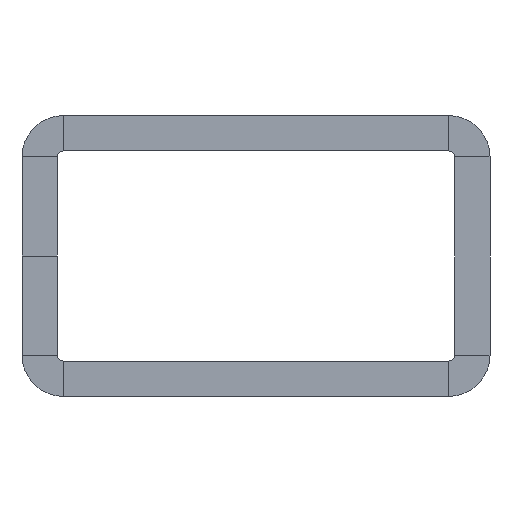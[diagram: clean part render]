
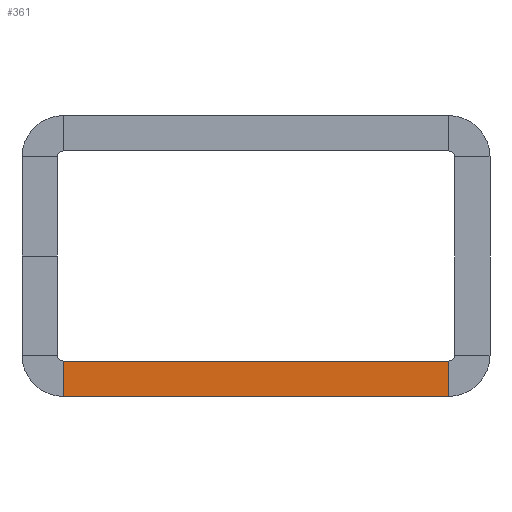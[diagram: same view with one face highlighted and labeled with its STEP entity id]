
A CAD part, front view. The second image highlights one B-rep face of the part: STEP entity #361.
In plain terms, the highlighted planar face has unit normal (0, -1, 0).
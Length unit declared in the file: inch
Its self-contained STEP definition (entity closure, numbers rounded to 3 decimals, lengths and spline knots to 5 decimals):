
#16 = VECTOR ( 'NONE', #1385, 39.37008 ) ;
#65 = LINE ( 'NONE', #117, #661 ) ;
#117 = CARTESIAN_POINT ( 'NONE',  ( -1.02953, 0., -0.56102 ) ) ;
#247 = VECTOR ( 'NONE', #1422, 39.37008 ) ;
#294 = PLANE ( 'NONE',  #399 ) ;
#310 = EDGE_CURVE ( 'NONE', #794, #662, #656, .T. ) ;
#339 = ORIENTED_EDGE ( 'NONE', *, *, #724, .T. ) ;
#361 = ADVANCED_FACE ( 'NONE', ( #1977 ), #294, .F. ) ;
#399 = AXIS2_PLACEMENT_3D ( 'NONE', #1397, #2111, #1622 ) ;
#466 = ORIENTED_EDGE ( 'NONE', *, *, #1253, .T. ) ;
#656 = LINE ( 'NONE', #977, #16 ) ;
#661 = VECTOR ( 'NONE', #2266, 39.37008 ) ;
#662 = VERTEX_POINT ( 'NONE', #1526 ) ;
#671 = DIRECTION ( 'NONE',  ( 0., 0., 1. ) ) ;
#678 = ORIENTED_EDGE ( 'NONE', *, *, #310, .F. ) ;
#724 = EDGE_CURVE ( 'NONE', #794, #1055, #1938, .T. ) ;
#794 = VERTEX_POINT ( 'NONE', #2136 ) ;
#884 = CARTESIAN_POINT ( 'NONE',  ( -1.02953, 0., -0.75 ) ) ;
#913 = CARTESIAN_POINT ( 'NONE',  ( 1.02953, 0., -0.75 ) ) ;
#977 = CARTESIAN_POINT ( 'NONE',  ( -1.02953, 0., -0.56102 ) ) ;
#1055 = VERTEX_POINT ( 'NONE', #913 ) ;
#1253 = EDGE_CURVE ( 'NONE', #1055, #1589, #1570, .T. ) ;
#1259 = ORIENTED_EDGE ( 'NONE', *, *, #2054, .F. ) ;
#1358 = VECTOR ( 'NONE', #671, 39.37008 ) ;
#1385 = DIRECTION ( 'NONE',  ( 0., 0., 1. ) ) ;
#1397 = CARTESIAN_POINT ( 'NONE',  ( -1.02953, 0., -0.56102 ) ) ;
#1422 = DIRECTION ( 'NONE',  ( 1., 0., 0. ) ) ;
#1526 = CARTESIAN_POINT ( 'NONE',  ( -1.02953, 0., -0.56102 ) ) ;
#1570 = LINE ( 'NONE', #2296, #1358 ) ;
#1589 = VERTEX_POINT ( 'NONE', #1894 ) ;
#1622 = DIRECTION ( 'NONE',  ( 0., 0., 1. ) ) ;
#1894 = CARTESIAN_POINT ( 'NONE',  ( 1.02953, 0., -0.56102 ) ) ;
#1938 = LINE ( 'NONE', #884, #247 ) ;
#1977 = FACE_OUTER_BOUND ( 'NONE', #2086, .T. ) ;
#2054 = EDGE_CURVE ( 'NONE', #662, #1589, #65, .T. ) ;
#2086 = EDGE_LOOP ( 'NONE', ( #466, #1259, #678, #339 ) ) ;
#2111 = DIRECTION ( 'NONE',  ( 0., 1., 0. ) ) ;
#2136 = CARTESIAN_POINT ( 'NONE',  ( -1.02953, 0., -0.75 ) ) ;
#2266 = DIRECTION ( 'NONE',  ( 1., 0., 0. ) ) ;
#2296 = CARTESIAN_POINT ( 'NONE',  ( 1.02953, 0., -0.56102 ) ) ;
